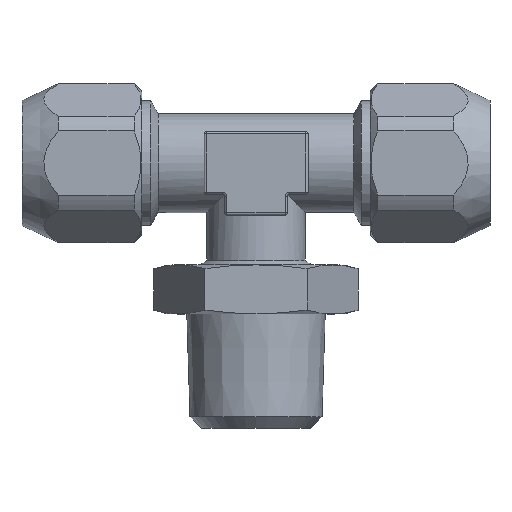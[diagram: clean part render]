
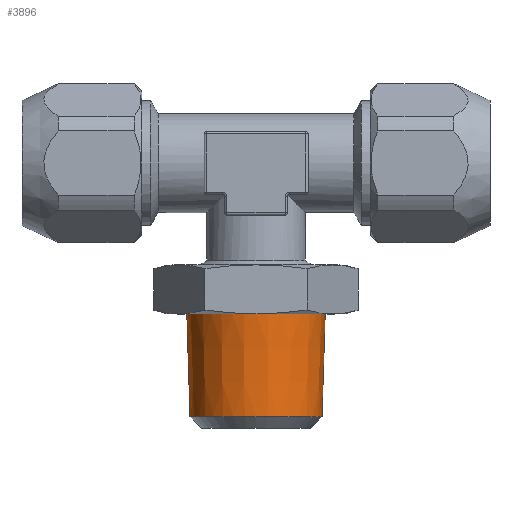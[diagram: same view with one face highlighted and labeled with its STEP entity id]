
A CAD part, top view. The second image highlights one B-rep face of the part: STEP entity #3896.
In plain terms, the highlighted conical face has half-angle 1.78 degrees and reference radius 6.502 mm.
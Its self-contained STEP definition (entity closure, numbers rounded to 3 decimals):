
#1009=CARTESIAN_POINT('',(0.,-14.5,0.));
#1010=DIRECTION('',(0.,-1.,0.));
#1011=DIRECTION('',(1.,0.,0.));
#1012=AXIS2_PLACEMENT_3D('',#1009,#1010,#1011);
#1014=DIRECTION('',(0.031,1.,0.));
#1015=VECTOR('',#1014,9.905);
#1016=CARTESIAN_POINT('',(6.348,-24.4,0.));
#1017=LINE('',#1016,#1015);
#1018=DIRECTION('',(-0.031,1.,0.));
#1019=VECTOR('',#1018,9.905);
#1020=CARTESIAN_POINT('',(-6.348,-24.4,0.));
#1021=LINE('',#1020,#1019);
#1027=CARTESIAN_POINT('',(0.,-24.4,0.));
#1028=DIRECTION('',(0.,-1.,0.));
#1029=DIRECTION('',(1.,0.,0.));
#1030=AXIS2_PLACEMENT_3D('',#1027,#1028,#1029);
#2520=CARTESIAN_POINT('',(6.348,-24.4,0.));
#2522=VERTEX_POINT('',#2520);
#2523=CARTESIAN_POINT('',(6.655,-14.5,0.));
#2524=VERTEX_POINT('',#2523);
#2526=CARTESIAN_POINT('',(-6.348,-24.4,0.));
#2528=VERTEX_POINT('',#2526);
#2529=CARTESIAN_POINT('',(-6.655,-14.5,0.));
#2530=VERTEX_POINT('',#2529);
#3884=CARTESIAN_POINT('',(0.,-19.45,0.));
#3885=DIRECTION('',(0.,1.,0.));
#3886=DIRECTION('',(1.,0.,0.));
#3887=AXIS2_PLACEMENT_3D('',#3884,#3885,#3886);
#3888=CONICAL_SURFACE('',#3887,6.502,1.78);
#3889=ORIENTED_EDGE('',*,*,#3874,.F.);
#3891=ORIENTED_EDGE('',*,*,#3890,.T.);
#3892=ORIENTED_EDGE('',*,*,#3877,.T.);
#3893=ORIENTED_EDGE('',*,*,#3864,.F.);
#3894=EDGE_LOOP('',(#3889,#3891,#3892,#3893));
#3895=FACE_OUTER_BOUND('',#3894,.F.);
#3896=ADVANCED_FACE('',(#3895),#3888,.T.);
#1013=CIRCLE('',#1012,6.655);
#1031=CIRCLE('',#1030,6.348);
#3864=EDGE_CURVE('',#2524,#2530,#1013,.T.);
#3874=EDGE_CURVE('',#2522,#2524,#1017,.T.);
#3877=EDGE_CURVE('',#2528,#2530,#1021,.T.);
#3890=EDGE_CURVE('',#2522,#2528,#1031,.T.);
